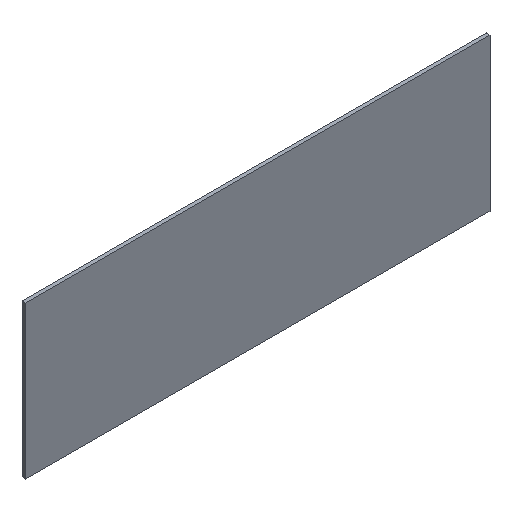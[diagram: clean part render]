
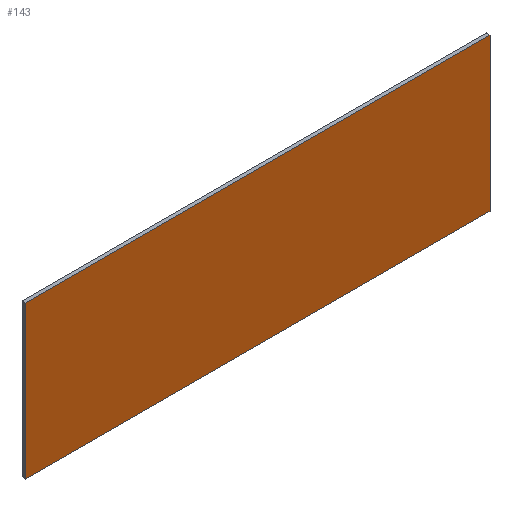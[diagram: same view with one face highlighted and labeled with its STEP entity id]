
A CAD part, isometric view. The second image highlights one B-rep face of the part: STEP entity #143.
In plain terms, the highlighted planar face has unit normal (0, -1, 0).
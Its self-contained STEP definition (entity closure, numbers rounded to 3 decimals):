
#13 = FACE_OUTER_BOUND ( 'NONE', #140, .T. ) ;
#23 = DIRECTION ( 'NONE',  ( 0., 0., 1. ) ) ;
#24 = VERTEX_POINT ( 'NONE', #192 ) ;
#26 = DIRECTION ( 'NONE',  ( 0., 0., -1. ) ) ;
#29 = CARTESIAN_POINT ( 'NONE',  ( -700., 0., -230. ) ) ;
#31 = ORIENTED_EDGE ( 'NONE', *, *, #170, .F. ) ;
#45 = DIRECTION ( 'NONE',  ( 0., 0., -1. ) ) ;
#48 = LINE ( 'NONE', #29, #52 ) ;
#50 = AXIS2_PLACEMENT_3D ( 'NONE', #94, #182, #26 ) ;
#52 = VECTOR ( 'NONE', #79, 1000. ) ;
#58 = LINE ( 'NONE', #163, #190 ) ;
#61 = CARTESIAN_POINT ( 'NONE',  ( -700., 0., 230. ) ) ;
#63 = VECTOR ( 'NONE', #137, 1000. ) ;
#73 = ORIENTED_EDGE ( 'NONE', *, *, #124, .F. ) ;
#76 = VERTEX_POINT ( 'NONE', #133 ) ;
#79 = DIRECTION ( 'NONE',  ( -1., 0., 0. ) ) ;
#89 = ORIENTED_EDGE ( 'NONE', *, *, #180, .F. ) ;
#94 = CARTESIAN_POINT ( 'NONE',  ( 0., 0., 0. ) ) ;
#96 = LINE ( 'NONE', #155, #156 ) ;
#106 = LINE ( 'NONE', #61, #63 ) ;
#124 = EDGE_CURVE ( 'NONE', #76, #144, #58, .T. ) ;
#133 = CARTESIAN_POINT ( 'NONE',  ( -700., 0., -230. ) ) ;
#137 = DIRECTION ( 'NONE',  ( 1., 0., 0. ) ) ;
#140 = EDGE_LOOP ( 'NONE', ( #31, #89, #73, #171 ) ) ;
#143 = ADVANCED_FACE ( 'NONE', ( #13 ), #147, .T. ) ;
#144 = VERTEX_POINT ( 'NONE', #184 ) ;
#147 = PLANE ( 'NONE',  #50 ) ;
#155 = CARTESIAN_POINT ( 'NONE',  ( 700., 0., 230. ) ) ;
#156 = VECTOR ( 'NONE', #45, 1000. ) ;
#163 = CARTESIAN_POINT ( 'NONE',  ( -700., 0., 230. ) ) ;
#164 = EDGE_CURVE ( 'NONE', #165, #76, #48, .T. ) ;
#165 = VERTEX_POINT ( 'NONE', #168 ) ;
#168 = CARTESIAN_POINT ( 'NONE',  ( 700., 0., -230. ) ) ;
#170 = EDGE_CURVE ( 'NONE', #24, #165, #96, .T. ) ;
#171 = ORIENTED_EDGE ( 'NONE', *, *, #164, .F. ) ;
#180 = EDGE_CURVE ( 'NONE', #144, #24, #106, .T. ) ;
#182 = DIRECTION ( 'NONE',  ( 0., -1., 0. ) ) ;
#184 = CARTESIAN_POINT ( 'NONE',  ( -700., 0., 230. ) ) ;
#190 = VECTOR ( 'NONE', #23, 1000. ) ;
#192 = CARTESIAN_POINT ( 'NONE',  ( 700., 0., 230. ) ) ;
